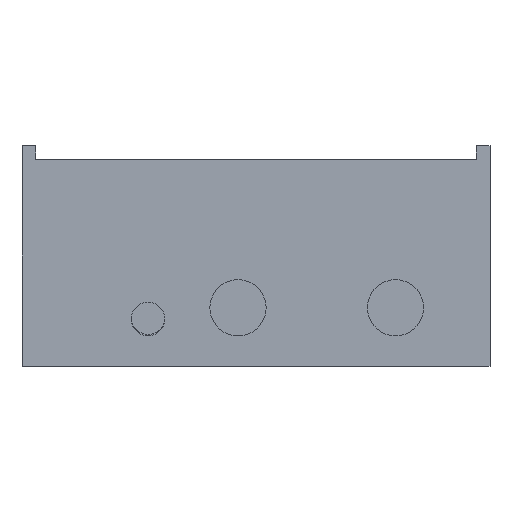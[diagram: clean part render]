
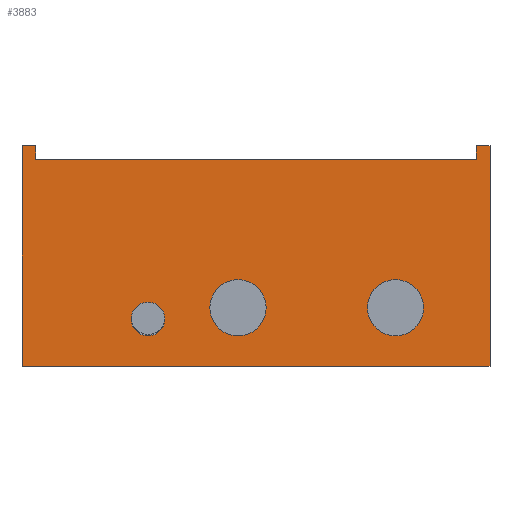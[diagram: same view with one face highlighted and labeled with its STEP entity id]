
A CAD part, front view. The second image highlights one B-rep face of the part: STEP entity #3883.
In plain terms, the highlighted planar face has unit normal (0, -1, 0).
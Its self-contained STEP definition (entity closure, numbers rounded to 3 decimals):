
#76=FACE_BOUND('',#653,.T.);
#77=FACE_BOUND('',#654,.T.);
#78=FACE_BOUND('',#655,.T.);
#182=PLANE('',#4167);
#400=FACE_OUTER_BOUND('',#652,.T.);
#652=EDGE_LOOP('',(#3456,#3457,#3458,#3459,#3460,#3461,#3462,#3463));
#653=EDGE_LOOP('',(#3464));
#654=EDGE_LOOP('',(#3465));
#655=EDGE_LOOP('',(#3466));
#756=CIRCLE('',#4161,3.75);
#757=CIRCLE('',#4163,6.25);
#758=CIRCLE('',#4165,6.25);
#1118=LINE('',#9664,#1458);
#1126=LINE('',#9807,#1466);
#1132=LINE('',#9819,#1472);
#1136=LINE('',#9826,#1476);
#1204=LINE('',#10281,#1544);
#1205=LINE('',#10284,#1545);
#1206=LINE('',#10286,#1546);
#1207=LINE('',#10287,#1547);
#1458=VECTOR('',#4729,10.);
#1466=VECTOR('',#4757,10.);
#1472=VECTOR('',#4767,10.);
#1476=VECTOR('',#4773,10.);
#1544=VECTOR('',#4973,10.);
#1545=VECTOR('',#4976,10.);
#1546=VECTOR('',#4977,10.);
#1547=VECTOR('',#4978,10.);
#1829=VERTEX_POINT('',#9661);
#1830=VERTEX_POINT('',#9663);
#1842=VERTEX_POINT('',#9804);
#1843=VERTEX_POINT('',#9806);
#1847=VERTEX_POINT('',#9818);
#1849=VERTEX_POINT('',#9824);
#1914=VERTEX_POINT('',#10269);
#1915=VERTEX_POINT('',#10273);
#1916=VERTEX_POINT('',#10277);
#1917=VERTEX_POINT('',#10283);
#1918=VERTEX_POINT('',#10285);
#2310=EDGE_CURVE('',#1830,#1829,#1118,.T.);
#2328=EDGE_CURVE('',#1842,#1843,#1126,.T.);
#2334=EDGE_CURVE('',#1843,#1847,#1132,.T.);
#2338=EDGE_CURVE('',#1842,#1849,#1136,.T.);
#2438=EDGE_CURVE('',#1914,#1914,#756,.F.);
#2440=EDGE_CURVE('',#1915,#1915,#757,.T.);
#2442=EDGE_CURVE('',#1916,#1916,#758,.T.);
#2443=EDGE_CURVE('',#1830,#1849,#1204,.T.);
#2444=EDGE_CURVE('',#1917,#1847,#1205,.T.);
#2445=EDGE_CURVE('',#1829,#1918,#1206,.T.);
#2446=EDGE_CURVE('',#1917,#1918,#1207,.T.);
#3456=ORIENTED_EDGE('',*,*,#2444,.T.);
#3457=ORIENTED_EDGE('',*,*,#2334,.F.);
#3458=ORIENTED_EDGE('',*,*,#2328,.F.);
#3459=ORIENTED_EDGE('',*,*,#2338,.T.);
#3460=ORIENTED_EDGE('',*,*,#2443,.F.);
#3461=ORIENTED_EDGE('',*,*,#2310,.T.);
#3462=ORIENTED_EDGE('',*,*,#2445,.T.);
#3463=ORIENTED_EDGE('',*,*,#2446,.F.);
#3464=ORIENTED_EDGE('',*,*,#2438,.T.);
#3465=ORIENTED_EDGE('',*,*,#2440,.T.);
#3466=ORIENTED_EDGE('',*,*,#2442,.T.);
#3883=ADVANCED_FACE('',(#400,#76,#77,#78),#182,.T.);
#4161=AXIS2_PLACEMENT_3D('',#10271,#4959,#4960);
#4163=AXIS2_PLACEMENT_3D('',#10275,#4964,#4965);
#4165=AXIS2_PLACEMENT_3D('',#10279,#4969,#4970);
#4167=AXIS2_PLACEMENT_3D('',#10282,#4974,#4975);
#4729=DIRECTION('',(0.,0.,1.));
#4757=DIRECTION('',(1.,0.,0.));
#4767=DIRECTION('',(0.,0.,-1.));
#4773=DIRECTION('',(0.,0.,-1.));
#4959=DIRECTION('center_axis',(0.,-1.,0.));
#4960=DIRECTION('ref_axis',(1.,0.,0.));
#4964=DIRECTION('center_axis',(0.,1.,0.));
#4965=DIRECTION('ref_axis',(1.,0.,0.));
#4969=DIRECTION('center_axis',(0.,1.,0.));
#4970=DIRECTION('ref_axis',(1.,0.,0.));
#4973=DIRECTION('',(1.,0.,0.));
#4974=DIRECTION('center_axis',(0.,-1.,0.));
#4975=DIRECTION('ref_axis',(0.,0.,1.));
#4976=DIRECTION('',(1.,0.,0.));
#4977=DIRECTION('',(-1.,0.,0.));
#4978=DIRECTION('',(0.,0.,1.));
#9661=CARTESIAN_POINT('',(0.,-105.,46.));
#9663=CARTESIAN_POINT('',(0.,-105.,43.));
#9664=CARTESIAN_POINT('',(0.,-105.,-3.));
#9804=CARTESIAN_POINT('',(98.,-105.,46.));
#9806=CARTESIAN_POINT('',(101.,-105.,46.));
#9807=CARTESIAN_POINT('',(98.,-105.,46.));
#9818=CARTESIAN_POINT('',(101.,-105.,-3.));
#9819=CARTESIAN_POINT('',(101.,-105.,46.));
#9824=CARTESIAN_POINT('',(98.,-105.,43.));
#9826=CARTESIAN_POINT('',(98.,-105.,46.));
#10269=CARTESIAN_POINT('',(21.25,-105.,7.5));
#10271=CARTESIAN_POINT('Origin',(25.,-105.,7.5));
#10273=CARTESIAN_POINT('',(73.75,-105.,10.));
#10275=CARTESIAN_POINT('Origin',(80.,-105.,10.));
#10277=CARTESIAN_POINT('',(38.75,-105.,10.));
#10279=CARTESIAN_POINT('Origin',(45.,-105.,10.));
#10281=CARTESIAN_POINT('',(0.,-105.,43.));
#10282=CARTESIAN_POINT('Origin',(0.,-105.,-3.));
#10283=CARTESIAN_POINT('',(-3.,-105.,-3.));
#10284=CARTESIAN_POINT('',(98.,-105.,-3.));
#10285=CARTESIAN_POINT('',(-3.,-105.,46.));
#10286=CARTESIAN_POINT('',(0.,-105.,46.));
#10287=CARTESIAN_POINT('',(-3.,-105.,-3.));
